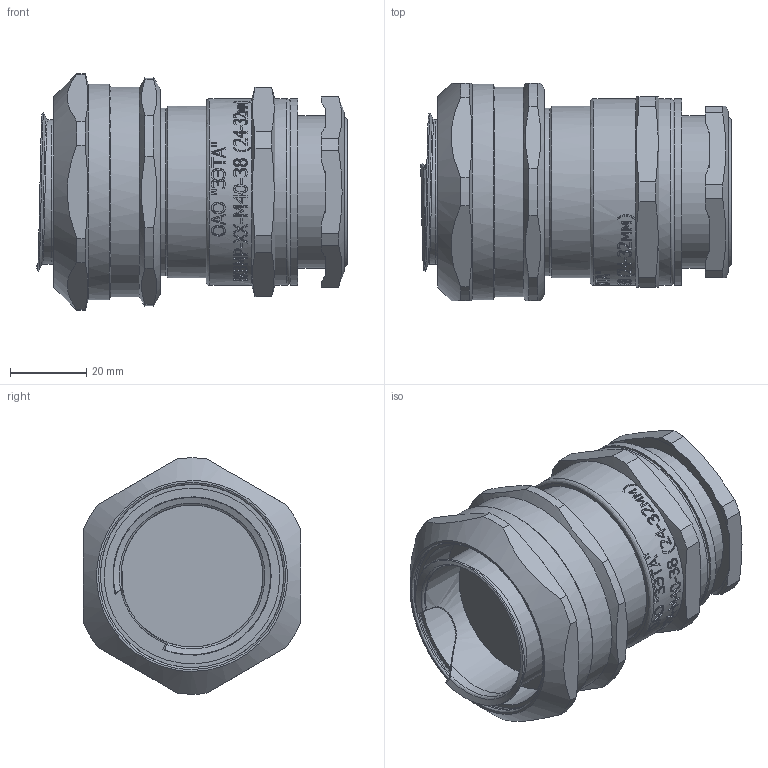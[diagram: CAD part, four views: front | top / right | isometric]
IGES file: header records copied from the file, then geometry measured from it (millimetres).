
Global section: file name: ВКВМР М40-МР38; native system: Autodesk Inventor 2015; preprocessor: unknown; author: Борисов Е.В.,,11,0,; ; date: 20160917.153645; units: centimetre
Bounding box: 81.4 x 57 x 62 mm (x, y, z)
Volume: 121653.9 mm3; surface area: 31294.2 mm2
Topology: 1 solids, 1 shells, 628 faces, 1713 edges, 1148 vertices
Faces by surface type: bspline 628
